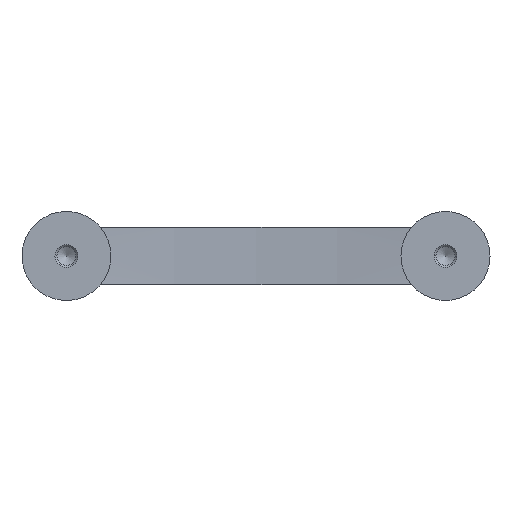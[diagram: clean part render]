
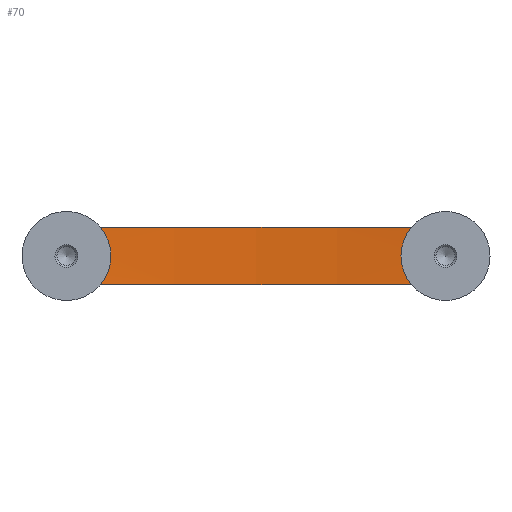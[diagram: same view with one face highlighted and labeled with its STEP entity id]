
A CAD part, front view. The second image highlights one B-rep face of the part: STEP entity #70.
In plain terms, the highlighted cylindrical face has radius 479.1 mm (diameter 958.2 mm), a partial arc.
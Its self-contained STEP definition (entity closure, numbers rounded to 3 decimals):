
#70 = ADVANCED_FACE( '', ( #144 ), #145, .F. );
#144 = FACE_OUTER_BOUND( '', #209, .T. );
#145 = CYLINDRICAL_SURFACE( '', #210, 479.1 );
#209 = EDGE_LOOP( '', ( #323, #324, #325, #326 ) );
#210 = AXIS2_PLACEMENT_3D( '', #327, #328, #329 );
#323 = ORIENTED_EDGE( '', *, *, #345, .F. );
#324 = ORIENTED_EDGE( '', *, *, #364, .T. );
#325 = ORIENTED_EDGE( '', *, *, #368, .T. );
#326 = ORIENTED_EDGE( '', *, *, #354, .F. );
#327 = CARTESIAN_POINT( '', ( 81.5, -440.8, 10. ) );
#328 = DIRECTION( '', ( 0., 0., 1. ) );
#329 = DIRECTION( '', ( -1., 0., 0. ) );
#345 = EDGE_CURVE( '', #396, #391, #398, .T. );
#354 = EDGE_CURVE( '', #391, #412, #413, .T. );
#364 = EDGE_CURVE( '', #396, #424, #426, .T. );
#368 = EDGE_CURVE( '', #424, #412, #430, .T. );
#391 = VERTEX_POINT( '', #453 );
#396 = VERTEX_POINT( '', #461 );
#398 = CIRCLE( '', #466, 479.1 );
#412 = VERTEX_POINT( '', #520 );
#413 = B_SPLINE_CURVE_WITH_KNOTS( '', 3, ( #521, #522, #523, #524, #525, #526, #527, #528, #529, #530, #531, #532, #533, #534, #535, #536, #537, #538, #539, #540, #541, #542, #543, #544, #545, #546 ), .UNSPECIFIED., .F., .F., ( 4, 2, 2, 2, 2, 2, 2, 2, 2, 2, 2, 2, 4 ), ( 0., 0.003, 0.004, 0.006, 0.008, 0.01, 0.011, 0.013, 0.014, 0.017, 0.018, 0.02, 0.022 ), .UNSPECIFIED. );
#424 = VERTEX_POINT( '', #638 );
#426 = B_SPLINE_CURVE_WITH_KNOTS( '', 3, ( #643, #644, #645, #646, #647, #648, #649, #650, #651, #652, #653, #654, #655, #656, #657, #658, #659, #660, #661, #662, #663, #664, #665, #666, #667, #668 ), .UNSPECIFIED., .F., .F., ( 4, 2, 2, 2, 2, 2, 2, 2, 2, 2, 2, 2, 4 ), ( 0., 0.003, 0.004, 0.006, 0.008, 0.01, 0.011, 0.013, 0.014, 0.017, 0.018, 0.02, 0.022 ), .UNSPECIFIED. );
#430 = CIRCLE( '', #711, 479.1 );
#453 = CARTESIAN_POINT( '', ( 24.819, 34.935, -10. ) );
#461 = CARTESIAN_POINT( '', ( 138.181, 34.935, -10. ) );
#466 = AXIS2_PLACEMENT_3D( '', #739, #740, #741 );
#520 = CARTESIAN_POINT( '', ( 24.819, 34.935, 10. ) );
#521 = CARTESIAN_POINT( '', ( 24.819, 34.935, -10. ) );
#522 = CARTESIAN_POINT( '', ( 25.504, 35.017, -9.356 ) );
#523 = CARTESIAN_POINT( '', ( 26.112, 35.088, -8.653 ) );
#524 = CARTESIAN_POINT( '', ( 26.913, 35.18, -7.514 ) );
#525 = CARTESIAN_POINT( '', ( 27.161, 35.209, -7.12 ) );
#526 = CARTESIAN_POINT( '', ( 27.619, 35.261, -6.302 ) );
#527 = CARTESIAN_POINT( '', ( 27.829, 35.284, -5.879 ) );
#528 = CARTESIAN_POINT( '', ( 28.385, 35.347, -4.594 ) );
#529 = CARTESIAN_POINT( '', ( 28.666, 35.378, -3.708 ) );
#530 = CARTESIAN_POINT( '', ( 28.951, 35.409, -2.335 ) );
#531 = CARTESIAN_POINT( '', ( 29.024, 35.417, -1.867 ) );
#532 = CARTESIAN_POINT( '', ( 29.119, 35.428, -0.935 ) );
#533 = CARTESIAN_POINT( '', ( 29.143, 35.431, -0.469 ) );
#534 = CARTESIAN_POINT( '', ( 29.143, 35.431, 0.461 ) );
#535 = CARTESIAN_POINT( '', ( 29.12, 35.428, 0.926 ) );
#536 = CARTESIAN_POINT( '', ( 29.025, 35.418, 1.854 ) );
#537 = CARTESIAN_POINT( '', ( 28.954, 35.41, 2.319 ) );
#538 = CARTESIAN_POINT( '', ( 28.668, 35.378, 3.702 ) );
#539 = CARTESIAN_POINT( '', ( 28.387, 35.347, 4.589 ) );
#540 = CARTESIAN_POINT( '', ( 27.833, 35.285, 5.87 ) );
#541 = CARTESIAN_POINT( '', ( 27.627, 35.261, 6.288 ) );
#542 = CARTESIAN_POINT( '', ( 27.168, 35.209, 7.108 ) );
#543 = CARTESIAN_POINT( '', ( 26.918, 35.181, 7.506 ) );
#544 = CARTESIAN_POINT( '', ( 26.113, 35.088, 8.652 ) );
#545 = CARTESIAN_POINT( '', ( 25.504, 35.017, 9.356 ) );
#546 = CARTESIAN_POINT( '', ( 24.819, 34.935, 10. ) );
#638 = CARTESIAN_POINT( '', ( 138.181, 34.935, 10. ) );
#643 = CARTESIAN_POINT( '', ( 138.181, 34.935, -10. ) );
#644 = CARTESIAN_POINT( '', ( 137.496, 35.017, -9.356 ) );
#645 = CARTESIAN_POINT( '', ( 136.888, 35.088, -8.653 ) );
#646 = CARTESIAN_POINT( '', ( 136.087, 35.18, -7.514 ) );
#647 = CARTESIAN_POINT( '', ( 135.839, 35.209, -7.12 ) );
#648 = CARTESIAN_POINT( '', ( 135.381, 35.261, -6.302 ) );
#649 = CARTESIAN_POINT( '', ( 135.171, 35.284, -5.879 ) );
#650 = CARTESIAN_POINT( '', ( 134.615, 35.347, -4.594 ) );
#651 = CARTESIAN_POINT( '', ( 134.334, 35.378, -3.708 ) );
#652 = CARTESIAN_POINT( '', ( 134.049, 35.409, -2.335 ) );
#653 = CARTESIAN_POINT( '', ( 133.976, 35.417, -1.867 ) );
#654 = CARTESIAN_POINT( '', ( 133.881, 35.428, -0.935 ) );
#655 = CARTESIAN_POINT( '', ( 133.857, 35.431, -0.469 ) );
#656 = CARTESIAN_POINT( '', ( 133.857, 35.431, 0.461 ) );
#657 = CARTESIAN_POINT( '', ( 133.88, 35.428, 0.926 ) );
#658 = CARTESIAN_POINT( '', ( 133.975, 35.418, 1.854 ) );
#659 = CARTESIAN_POINT( '', ( 134.046, 35.41, 2.319 ) );
#660 = CARTESIAN_POINT( '', ( 134.332, 35.378, 3.702 ) );
#661 = CARTESIAN_POINT( '', ( 134.613, 35.347, 4.589 ) );
#662 = CARTESIAN_POINT( '', ( 135.167, 35.285, 5.87 ) );
#663 = CARTESIAN_POINT( '', ( 135.373, 35.261, 6.288 ) );
#664 = CARTESIAN_POINT( '', ( 135.832, 35.209, 7.108 ) );
#665 = CARTESIAN_POINT( '', ( 136.082, 35.181, 7.506 ) );
#666 = CARTESIAN_POINT( '', ( 136.887, 35.088, 8.652 ) );
#667 = CARTESIAN_POINT( '', ( 137.496, 35.017, 9.356 ) );
#668 = CARTESIAN_POINT( '', ( 138.181, 34.935, 10. ) );
#711 = AXIS2_PLACEMENT_3D( '', #758, #759, #760 );
#739 = CARTESIAN_POINT( '', ( 81.5, -440.8, -10. ) );
#740 = DIRECTION( '', ( 0., 0., 1. ) );
#741 = DIRECTION( '', ( 1., 0., 0. ) );
#758 = CARTESIAN_POINT( '', ( 81.5, -440.8, 10. ) );
#759 = DIRECTION( '', ( 0., 0., 1. ) );
#760 = DIRECTION( '', ( 1., 0., 0. ) );
